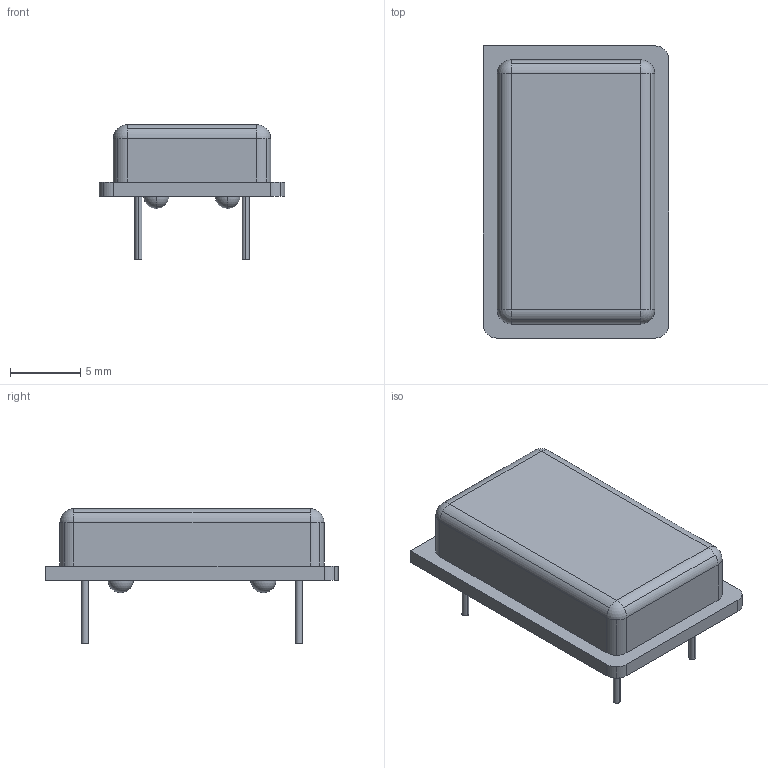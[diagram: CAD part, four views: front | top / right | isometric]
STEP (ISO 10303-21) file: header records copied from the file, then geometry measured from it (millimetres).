
FILE_DESCRIPTION((''),'2;1');
FILE_NAME('OSCDIP14-300_L2080T1320H598-4A.stp','2009-12-17T11:59:44',(''),(''),'Mechanical Desktop 2006','Mechanical Desktop 2006',', , ');
FILE_SCHEMA(('AUTOMOTIVE_DESIGN { 1 2 10303 214 0 1 1 1 }'));
Length unit declared in the file: millimetre
Products named in the file (1): Product
Bounding box: 13.2 x 20.8 x 9.58 mm (x, y, z)
Volume: 1126.9 mm3; surface area: 1318.7 mm2
Topology: 14 solids, 14 shells, 94 faces, 194 edges, 120 vertices
Faces by surface type: cylinder 46, plane 36, sphere 12
Entity records: 2442 total; most frequent: DIRECTION 476, CARTESIAN_POINT 389, ORIENTED_EDGE 356, AXIS2_PLACEMENT_3D 203, EDGE_CURVE 178, VERTEX_POINT 116, CIRCLE 108, EDGE_LOOP 98
